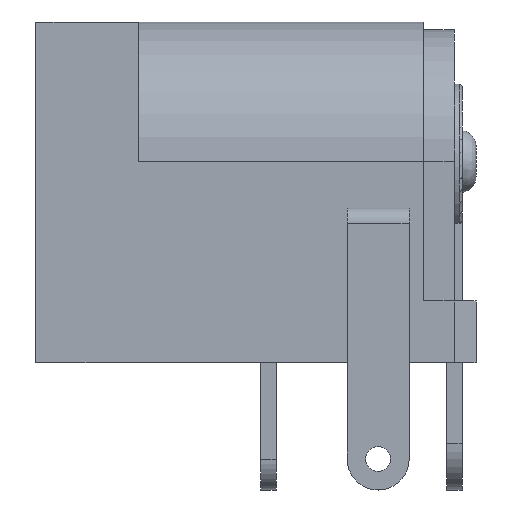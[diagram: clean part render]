
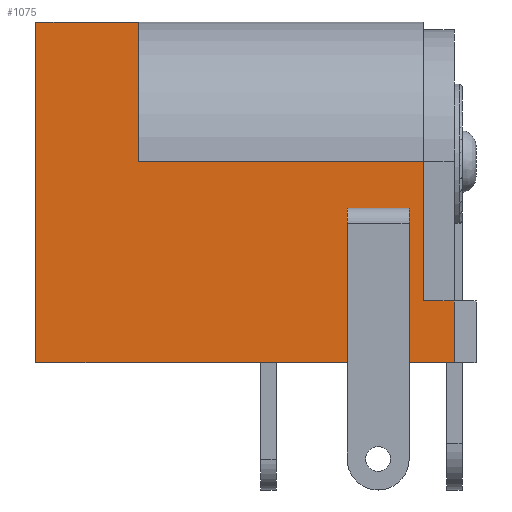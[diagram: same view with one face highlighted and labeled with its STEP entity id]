
A CAD part, front view. The second image highlights one B-rep face of the part: STEP entity #1075.
In plain terms, the highlighted planar face has unit normal (0, -1, 0).
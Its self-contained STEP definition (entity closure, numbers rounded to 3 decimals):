
#143=FACE_OUTER_BOUND('',#208,.T.);
#208=EDGE_LOOP('',(#801,#802,#803,#804,#805,#806,#807,#808));
#264=LINE('',#1605,#358);
#273=LINE('',#1623,#367);
#288=LINE('',#1660,#382);
#292=LINE('',#1680,#386);
#296=LINE('',#1688,#390);
#302=LINE('',#1702,#396);
#303=LINE('',#1705,#397);
#304=LINE('',#1706,#398);
#358=VECTOR('',#1265,10.);
#367=VECTOR('',#1276,10.);
#382=VECTOR('',#1313,10.);
#386=VECTOR('',#1337,10.);
#390=VECTOR('',#1345,10.);
#396=VECTOR('',#1359,10.);
#397=VECTOR('',#1362,10.);
#398=VECTOR('',#1363,10.);
#449=VERTEX_POINT('',#1598);
#452=VERTEX_POINT('',#1603);
#460=VERTEX_POINT('',#1621);
#471=VERTEX_POINT('',#1658);
#477=VERTEX_POINT('',#1678);
#479=VERTEX_POINT('',#1686);
#483=VERTEX_POINT('',#1700);
#484=VERTEX_POINT('',#1704);
#556=EDGE_CURVE('',#452,#449,#264,.T.);
#565=EDGE_CURVE('',#460,#452,#273,.T.);
#584=EDGE_CURVE('',#460,#471,#288,.T.);
#593=EDGE_CURVE('',#477,#471,#292,.T.);
#597=EDGE_CURVE('',#479,#477,#296,.T.);
#604=EDGE_CURVE('',#483,#449,#302,.T.);
#605=EDGE_CURVE('',#483,#484,#303,.T.);
#606=EDGE_CURVE('',#484,#479,#304,.T.);
#801=ORIENTED_EDGE('',*,*,#605,.F.);
#802=ORIENTED_EDGE('',*,*,#604,.T.);
#803=ORIENTED_EDGE('',*,*,#556,.F.);
#804=ORIENTED_EDGE('',*,*,#565,.F.);
#805=ORIENTED_EDGE('',*,*,#584,.T.);
#806=ORIENTED_EDGE('',*,*,#593,.F.);
#807=ORIENTED_EDGE('',*,*,#597,.F.);
#808=ORIENTED_EDGE('',*,*,#606,.F.);
#1035=PLANE('',#1166);
#1075=ADVANCED_FACE('',(#143),#1035,.T.);
#1166=AXIS2_PLACEMENT_3D('',#1703,#1360,#1361);
#1265=DIRECTION('',(0.,0.,-1.));
#1276=DIRECTION('',(1.,0.,0.));
#1313=DIRECTION('',(0.,0.,1.));
#1337=DIRECTION('',(1.,0.,0.));
#1345=DIRECTION('',(0.,0.,-1.));
#1359=DIRECTION('',(1.,0.,0.));
#1360=DIRECTION('center_axis',(0.,-1.,0.));
#1361=DIRECTION('ref_axis',(0.,0.,
-1.));
#1362=DIRECTION('',(0.,0.,1.));
#1363=DIRECTION('',(1.,0.,0.));
#1598=CARTESIAN_POINT('',(4.6,-4.1,0.1));
#1603=CARTESIAN_POINT('',(4.6,-4.1,2.098));
#1605=CARTESIAN_POINT('',(4.6,-4.1,6.1));
#1621=CARTESIAN_POINT('',(3.6,-4.1,2.098));
#1623=CARTESIAN_POINT('',(3.6,-4.1,2.098));
#1658=CARTESIAN_POINT('',(3.6,-4.1,6.6));
#1660=CARTESIAN_POINT('',(3.6,-4.1,8.35));
#1678=CARTESIAN_POINT('',(-5.6,-4.1,6.6));
#1680=CARTESIAN_POINT('',(-5.6,-4.1,6.6));
#1686=CARTESIAN_POINT('',(-5.6,-4.1,11.1));
#1688=CARTESIAN_POINT('',(-5.6,-4.1,0.1));
#1700=CARTESIAN_POINT('',(-8.9,-4.1,0.1));
#1702=CARTESIAN_POINT('',(-8.9,-4.1,0.1));
#1703=CARTESIAN_POINT('Origin',(-8.9,-4.1,11.1));
#1704=CARTESIAN_POINT('',(-8.9,-4.1,11.1));
#1705=CARTESIAN_POINT('',(-8.9,-4.1,0.1));
#1706=CARTESIAN_POINT('',(-8.9,-4.1,11.1));
